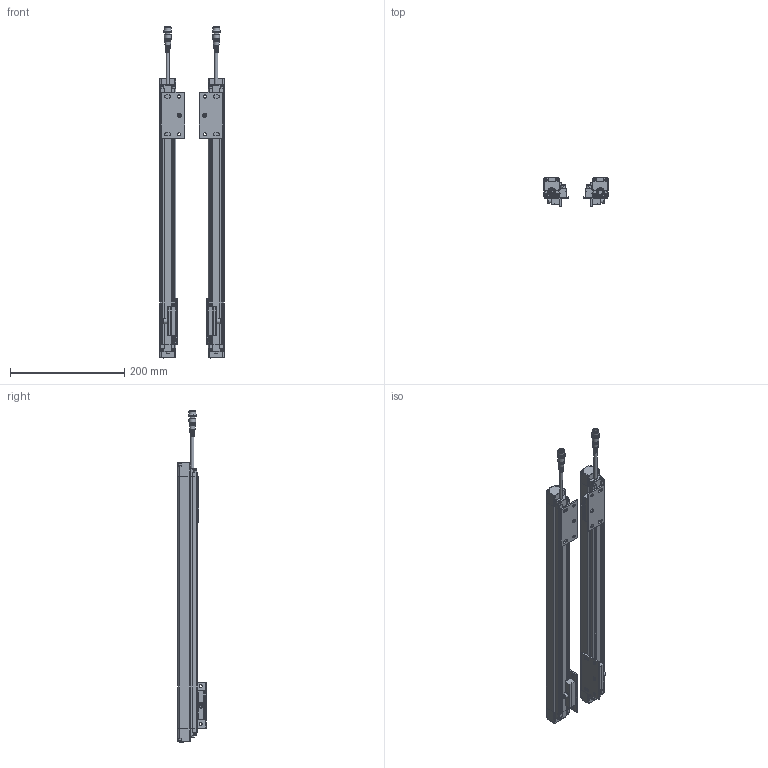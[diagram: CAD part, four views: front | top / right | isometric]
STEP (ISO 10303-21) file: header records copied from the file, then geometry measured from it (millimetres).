
FILE_DESCRIPTION (( 'STEP AP214' ), '1' );
FILE_NAME ('FLG-H26-0460.STEP', '2024-11-13T15:36:36', ( '' ), ( '' ), 'SwSTEP 2.0', 'SolidWorks 2023', '' );
FILE_SCHEMA (( 'AUTOMOTIVE_DESIGN' ));
Length unit declared in the file: inch
Products named in the file (1): FLG-H26-0460
Bounding box: 112.8 x 50.06 x 580.55 mm (x, y, z)
Volume: 829785.4 mm3; surface area: 229185.6 mm2
Topology: 10 solids, 10 shells, 1632 faces, 4252 edges, 2694 vertices
Faces by surface type: plane 804, cylinder 444, cone 176, bspline 90, torus 76, sphere 42
Full cylindrical faces by diameter (mm): 1.5 x8, 2.5 x4, 3 x16, 3.7 x4, 4.5 x16, 5 x8, 5.5 x12, 8.5 x4, 9.5 x2, 10 x4, 10.5 x2, 10.8 x2, 12.102 x2, 14.7 x2
Entity records: 66073 total; most frequent: CARTESIAN_POINT 30131, ORIENTED_EDGE 7668, DIRECTION 6594, EDGE_CURVE 3834, VERTEX_POINT 2512, AXIS2_PLACEMENT_3D 2335, EDGE_LOOP 1986, VECTOR 1924
